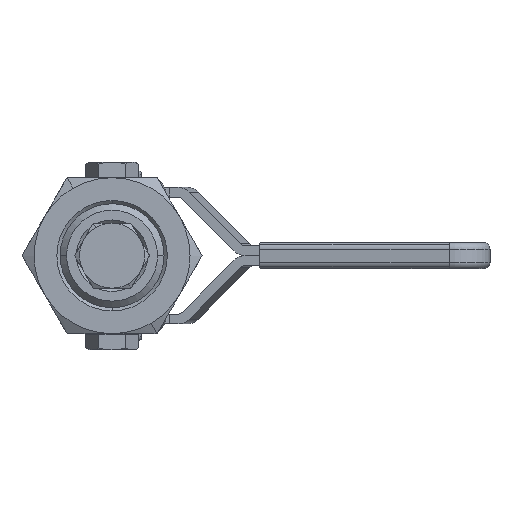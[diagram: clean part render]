
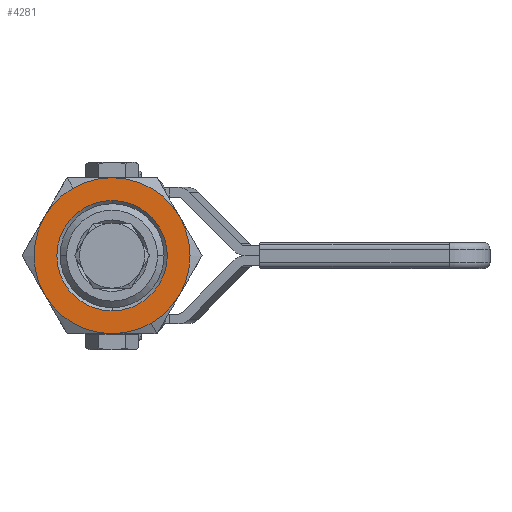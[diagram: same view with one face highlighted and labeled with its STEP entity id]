
A CAD part, left-side view. The second image highlights one B-rep face of the part: STEP entity #4281.
In plain terms, the highlighted planar face has unit normal (-1, 0, 0).
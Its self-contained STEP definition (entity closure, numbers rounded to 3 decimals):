
#3144=CARTESIAN_POINT('',(-41.45,23.673,8.68));
#3145=VERTEX_POINT('',#3144);
#3152=CARTESIAN_POINT('',(-41.45,28.065,4.288));
#3153=VERTEX_POINT('',#3152);
#3167=CARTESIAN_POINT('',(-41.45,17.673,-1.712));
#3168=DIRECTION('',(-1.0,0.,0.));
#3169=DIRECTION('',(0.,0.5,0.866));
#3170=AXIS2_PLACEMENT_3D('',#3167,#3168,#3169);
#3171=CIRCLE('',#3170,12.);
#3172=EDGE_CURVE('',#3145,#3153,#3171,.T.);
#3182=CARTESIAN_POINT('',(-41.45,11.673,-12.104));
#3183=VERTEX_POINT('',#3182);
#3192=CARTESIAN_POINT('',(-41.45,17.673,-13.712));
#3193=VERTEX_POINT('',#3192);
#3194=CARTESIAN_POINT('',(-41.45,17.673,-1.712));
#3195=DIRECTION('',(-1.0,0.,0.));
#3196=DIRECTION('',(0.,0.5,0.866));
#3197=AXIS2_PLACEMENT_3D('',#3194,#3195,#3196);
#3198=CIRCLE('',#3197,12.);
#3199=EDGE_CURVE('',#3193,#3183,#3198,.T.);
#3224=CARTESIAN_POINT('',(-41.45,17.673,6.782));
#3225=VERTEX_POINT('',#3224);
#3240=CARTESIAN_POINT('',(-41.45,17.673,-10.206));
#3241=VERTEX_POINT('',#3240);
#3248=CARTESIAN_POINT('',(-41.45,17.673,-1.712));
#3249=DIRECTION('',(-1.0,0.0,0.0));
#3250=DIRECTION('',(0.0,0.0,1.0));
#3251=AXIS2_PLACEMENT_3D('',#3248,#3249,#3250);
#3252=CIRCLE('',#3251,8.494);
#3253=EDGE_CURVE('',#3241,#3225,#3252,.T.);
#4135=CARTESIAN_POINT('',(-41.45,17.673,-1.712));
#4136=DIRECTION('',(-1.0,0.0,0.0));
#4137=DIRECTION('',(0.0,0.0,1.0));
#4138=AXIS2_PLACEMENT_3D('',#4135,#4136,#4137);
#4139=CIRCLE('',#4138,8.494);
#4140=EDGE_CURVE('',#3225,#3241,#4139,.T.);
#4218=CARTESIAN_POINT('',(-41.45,17.673,-1.712));
#4219=DIRECTION('',(1.0,0.0,0.0));
#4220=DIRECTION('',(0.0,0.0,1.0));
#4221=AXIS2_PLACEMENT_3D('',#4218,#4219,#4220);
#4222=PLANE('',#4221);
#4223=CARTESIAN_POINT('',(-41.45,7.281,-7.712));
#4224=VERTEX_POINT('',#4223);
#4225=CARTESIAN_POINT('',(-41.45,7.281,4.288));
#4226=VERTEX_POINT('',#4225);
#4227=CARTESIAN_POINT('',(-41.45,17.673,-1.712));
#4228=DIRECTION('',(-1.0,0.,0.));
#4229=DIRECTION('',(0.,0.5,0.866));
#4230=AXIS2_PLACEMENT_3D('',#4227,#4228,#4229);
#4231=CIRCLE('',#4230,12.);
#4232=EDGE_CURVE('',#4224,#4226,#4231,.T.);
#4233=ORIENTED_EDGE('',*,*,#4232,.T.);
#4234=CARTESIAN_POINT('',(-41.45,17.673,10.288));
#4235=VERTEX_POINT('',#4234);
#4236=CARTESIAN_POINT('',(-41.45,17.673,-1.712));
#4237=DIRECTION('',(-1.0,0.,0.));
#4238=DIRECTION('',(0.,0.5,0.866));
#4239=AXIS2_PLACEMENT_3D('',#4236,#4237,#4238);
#4240=CIRCLE('',#4239,12.);
#4241=EDGE_CURVE('',#4226,#4235,#4240,.T.);
#4242=ORIENTED_EDGE('',*,*,#4241,.T.);
#4243=CARTESIAN_POINT('',(-41.45,17.673,-1.712));
#4244=DIRECTION('',(-1.0,0.,0.));
#4245=DIRECTION('',(0.,0.5,0.866));
#4246=AXIS2_PLACEMENT_3D('',#4243,#4244,#4245);
#4247=CIRCLE('',#4246,12.);
#4248=EDGE_CURVE('',#4235,#3145,#4247,.T.);
#4249=ORIENTED_EDGE('',*,*,#4248,.T.);
#4250=ORIENTED_EDGE('',*,*,#3172,.T.);
#4251=CARTESIAN_POINT('',(-41.45,28.065,-7.712));
#4252=VERTEX_POINT('',#4251);
#4253=CARTESIAN_POINT('',(-41.45,17.673,-1.712));
#4254=DIRECTION('',(-1.0,0.,0.));
#4255=DIRECTION('',(0.,0.5,0.866));
#4256=AXIS2_PLACEMENT_3D('',#4253,#4254,#4255);
#4257=CIRCLE('',#4256,12.);
#4258=EDGE_CURVE('',#3153,#4252,#4257,.T.);
#4259=ORIENTED_EDGE('',*,*,#4258,.T.);
#4260=CARTESIAN_POINT('',(-41.45,17.673,-1.712));
#4261=DIRECTION('',(-1.0,0.,0.));
#4262=DIRECTION('',(0.,0.5,0.866));
#4263=AXIS2_PLACEMENT_3D('',#4260,#4261,#4262);
#4264=CIRCLE('',#4263,12.);
#4265=EDGE_CURVE('',#4252,#3193,#4264,.T.);
#4266=ORIENTED_EDGE('',*,*,#4265,.T.);
#4267=ORIENTED_EDGE('',*,*,#3199,.T.);
#4268=CARTESIAN_POINT('',(-41.45,17.673,-1.712));
#4269=DIRECTION('',(-1.0,0.,0.));
#4270=DIRECTION('',(0.,0.5,0.866));
#4271=AXIS2_PLACEMENT_3D('',#4268,#4269,#4270);
#4272=CIRCLE('',#4271,12.);
#4273=EDGE_CURVE('',#3183,#4224,#4272,.T.);
#4274=ORIENTED_EDGE('',*,*,#4273,.T.);
#4275=EDGE_LOOP('',(#4233,#4242,#4249,#4250,#4259,#4266,#4267,#4274));
#4276=FACE_OUTER_BOUND('',#4275,.T.);
#4277=ORIENTED_EDGE('',*,*,#3253,.F.);
#4278=ORIENTED_EDGE('',*,*,#4140,.F.);
#4279=EDGE_LOOP('',(#4277,#4278));
#4280=FACE_BOUND('',#4279,.T.);
#4281=ADVANCED_FACE('',(#4276,#4280),#4222,.F.);
